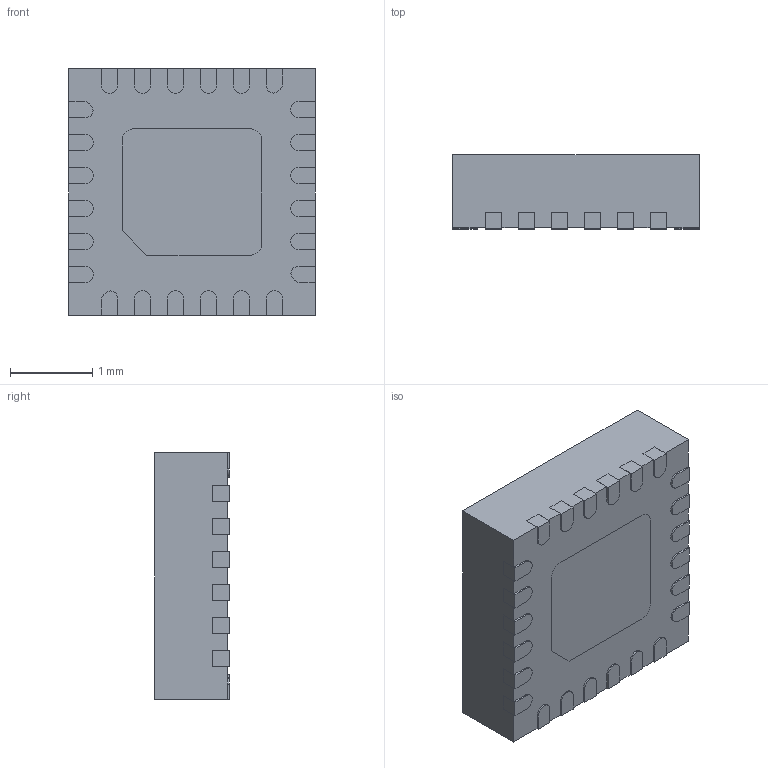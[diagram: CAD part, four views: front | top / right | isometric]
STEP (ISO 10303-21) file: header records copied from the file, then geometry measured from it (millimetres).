
FILE_DESCRIPTION (( 'STEP AP214' ), '1' );
FILE_NAME ('MPU-6500.STEP', '2021-11-18T13:56:43', ( '' ), ( '' ), 'SwSTEP 2.0', 'SolidWorks 2018', '' );
FILE_SCHEMA (( 'AUTOMOTIVE_DESIGN' ));
Length unit declared in the file: millimetre
Products named in the file (2): MPU-6500
Bounding box: 3 x 0.9 x 3 mm (x, y, z)
Volume: 7.9 mm3; surface area: 45.4 mm2
Topology: 26 solids, 26 shells, 317 faces, 789 edges, 526 vertices
Faces by surface type: plane 220, cylinder 97
Entity records: 13057 total; most frequent: CARTESIAN_POINT 1634, DIRECTION 1621, ORIENTED_EDGE 1578, EDGE_CURVE 789, LINE 595, VECTOR 595, VERTEX_POINT 526, AXIS2_PLACEMENT_3D 513
